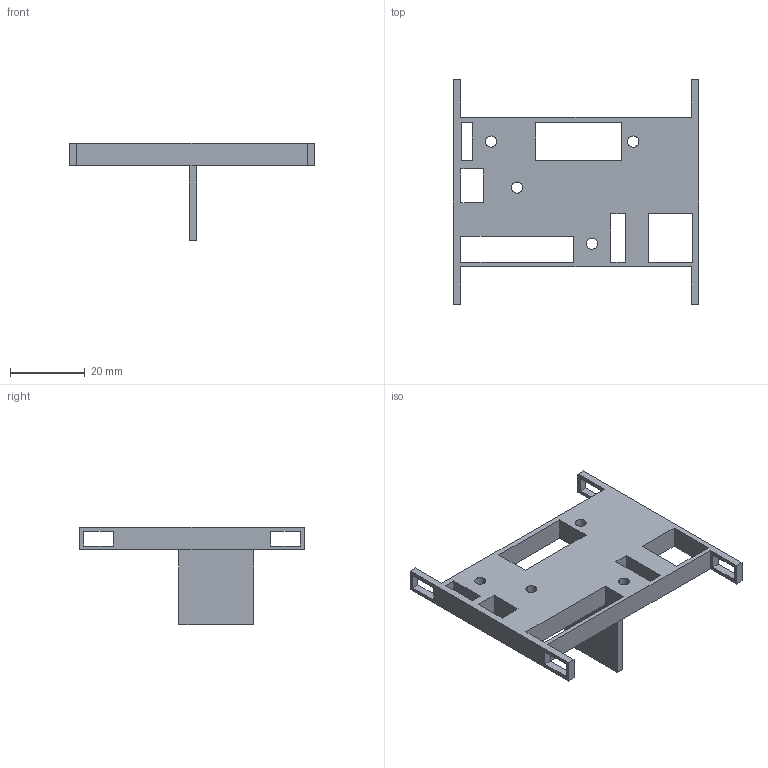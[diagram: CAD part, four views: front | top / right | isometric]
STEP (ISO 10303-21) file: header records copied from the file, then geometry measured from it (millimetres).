
FILE_DESCRIPTION(('CATIA V5 STEP Exchange'),'2;1');
FILE_NAME('prismeHaut2.stp','2020-05-25T17:38:02+00:00',('none'),('none'),'CATIA Unofficial Packaging Version SP3','CATIA V5 STEP AP203','none');
FILE_SCHEMA(('CONFIG_CONTROL_DESIGN'));
Length unit declared in the file: millimetre
Products named in the file (1): prismeHaut2
Bounding box: 65.5 x 60 x 26 mm (x, y, z)
Volume: 12182.4 mm3; surface area: 8347.6 mm2
Topology: 1 solids, 1 shells, 66 faces, 192 edges, 128 vertices
Faces by surface type: plane 58, cylinder 8
Entity records: 2108 total; most frequent: ORIENTED_EDGE 384, CARTESIAN_POINT 362, DIRECTION 274, EDGE_CURVE 192, VECTOR 176, LINE 176, VERTEX_POINT 128, EDGE_LOOP 94
